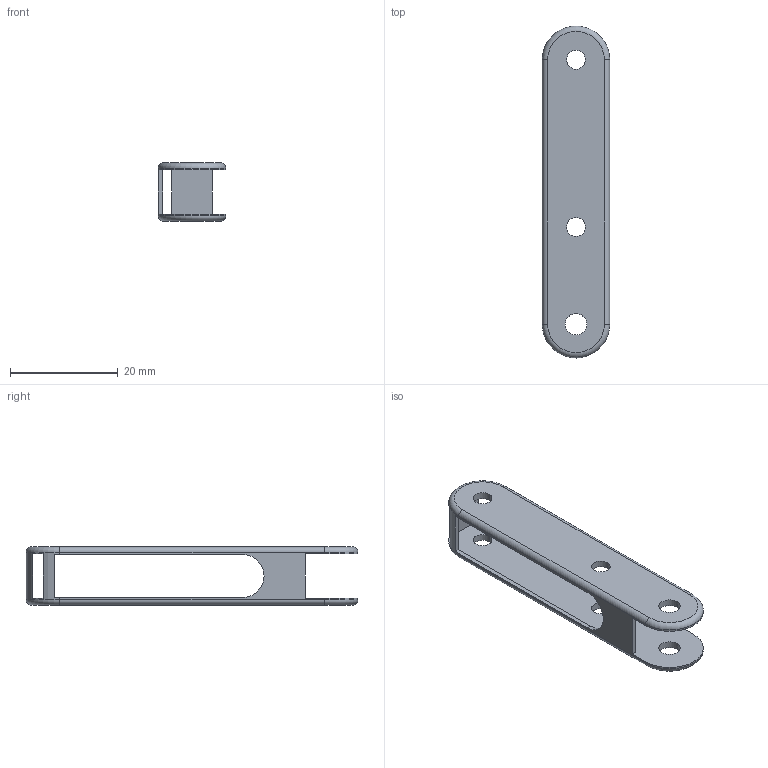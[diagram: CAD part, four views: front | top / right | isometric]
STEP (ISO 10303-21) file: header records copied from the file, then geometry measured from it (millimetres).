
FILE_DESCRIPTION (( 'STEP AP203' ), '1' );
FILE_NAME ('bielle 2_Défaut_sldprt.STEP', '2017-12-12T20:33:22', ( '' ), ( '' ), 'SwSTEP 2.0', 'SolidWorks 2016', '' );
FILE_SCHEMA (( 'CONFIG_CONTROL_DESIGN' ));
Length unit declared in the file: millimetre
Products named in the file (1): bielle 2_Défaut_sldprt
Bounding box: 12.5 x 61.5 x 10.8 mm (x, y, z)
Volume: 1893.6 mm3; surface area: 3448.9 mm2
Topology: 1 solids, 1 shells, 37 faces, 103 edges, 66 vertices
Faces by surface type: cylinder 20, plane 13, torus 4
Entity records: 1312 total; most frequent: DIRECTION 229, CARTESIAN_POINT 207, ORIENTED_EDGE 206, EDGE_CURVE 103, AXIS2_PLACEMENT_3D 88, VERTEX_POINT 66, VECTOR 53, LINE 53
